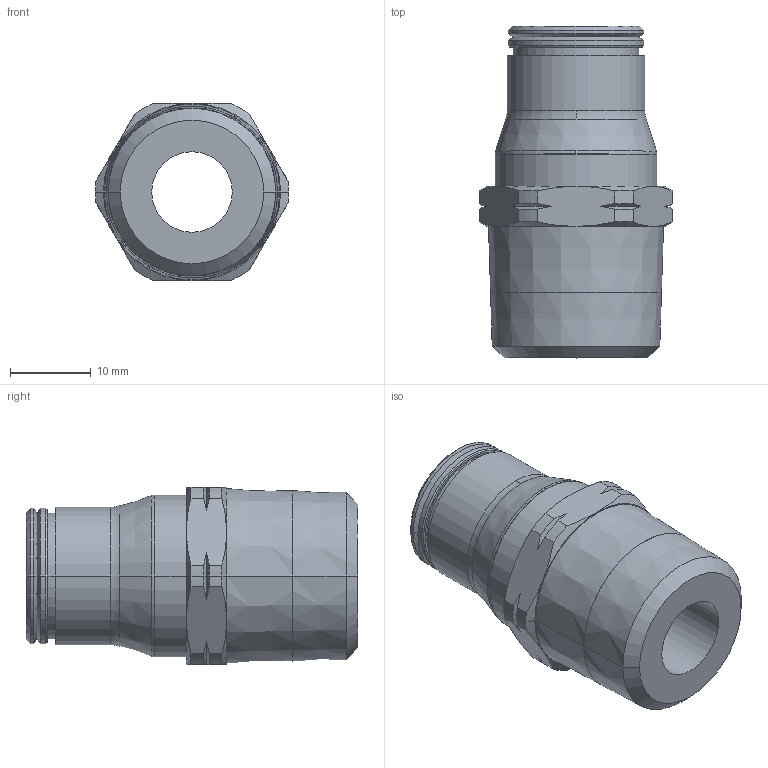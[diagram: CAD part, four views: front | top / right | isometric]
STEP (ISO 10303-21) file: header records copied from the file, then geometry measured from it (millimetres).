
FILE_DESCRIPTION(('STEP AP214'),'1');
FILE_NAME('3805_62_22.stp','2016-07-07T14:27:07',('TraceParts'),('TraceParts S.A.'),'Spatial InterOp 3D',' ',' ');
FILE_SCHEMA(('automotive_design'));
Length unit declared in the file: millimetre
Products named in the file (1): 1
Bounding box: 24 x 41.19 x 22 mm (x, y, z)
Volume: 8367.6 mm3; surface area: 4829.4 mm2
Topology: 1 solids, 1 shells, 102 faces, 242 edges, 148 vertices
Faces by surface type: cone 54, cylinder 28, plane 14, torus 6
Entity records: 2969 total; most frequent: CARTESIAN_POINT 637, DIRECTION 524, ORIENTED_EDGE 484, EDGE_CURVE 242, AXIS2_PLACEMENT_3D 227, VERTEX_POINT 148, CIRCLE 124, EDGE_LOOP 110
